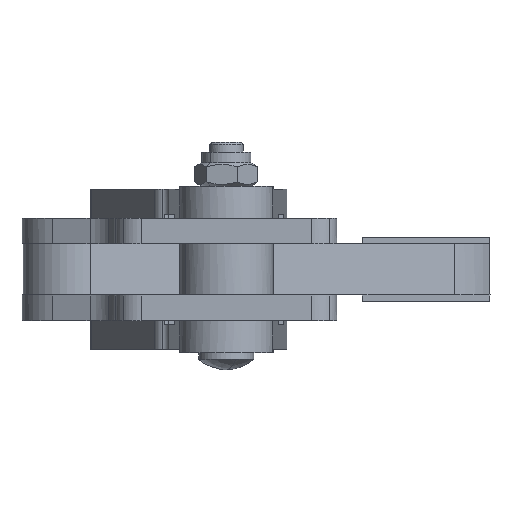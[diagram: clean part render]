
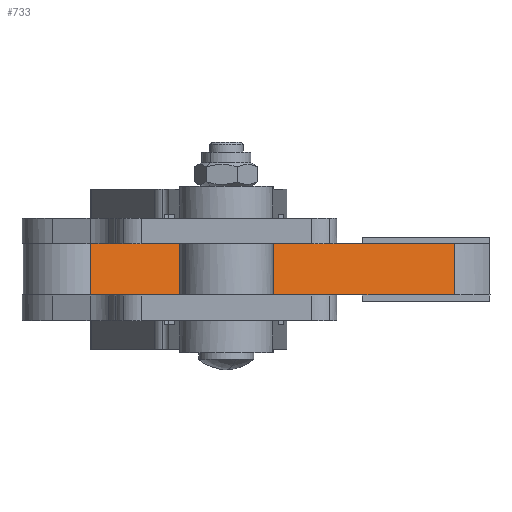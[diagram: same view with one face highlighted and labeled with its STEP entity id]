
A CAD part, front view. The second image highlights one B-rep face of the part: STEP entity #733.
In plain terms, the highlighted planar face has unit normal (0.439, -0.899, 0).
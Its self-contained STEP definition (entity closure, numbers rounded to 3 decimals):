
#699=AXIS2_PLACEMENT_3D('Plane Axis2P3D',#696,#697,#698) ;
#43=CARTESIAN_POINT('Vertex',(-27.911,-25.768,-18.8)) ;
#259=CARTESIAN_POINT('Vertex',(-0.256,-12.261,-18.8)) ;
#262=CARTESIAN_POINT('Line Origine',(-14.083,-19.014,-18.8)) ;
#557=CARTESIAN_POINT('Vertex',(-27.911,-25.768,-6.8)) ;
#560=CARTESIAN_POINT('Line Origine',(-14.083,-19.014,-6.8)) ;
#564=CARTESIAN_POINT('Vertex',(-0.256,-12.261,-6.8)) ;
#696=CARTESIAN_POINT('Axis2P3D Location',(-0.256,-12.261,-20.3)) ;
#701=CARTESIAN_POINT('Line Origine',(-56.852,-39.903,-6.8)) ;
#705=CARTESIAN_POINT('Vertex',(-85.793,-54.038,-6.8)) ;
#708=CARTESIAN_POINT('Line Origine',(-85.793,-54.038,-12.8)) ;
#712=CARTESIAN_POINT('Vertex',(-85.793,-54.038,-18.8)) ;
#715=CARTESIAN_POINT('Line Origine',(-56.852,-39.903,-18.8)) ;
#720=CARTESIAN_POINT('Line Origine',(-0.256,-12.261,-12.8)) ;
#263=DIRECTION('Vector Direction',(0.899,0.439,0.)) ;
#561=DIRECTION('Vector Direction',(-0.899,-0.439,0.)) ;
#697=DIRECTION('Axis2P3D Direction',(0.439,-0.899,0.)) ;
#698=DIRECTION('Axis2P3D XDirection',(0.,0.,-1.)) ;
#702=DIRECTION('Vector Direction',(-0.899,-0.439,0.)) ;
#709=DIRECTION('Vector Direction',(0.,0.,1.)) ;
#716=DIRECTION('Vector Direction',(0.899,0.439,0.)) ;
#721=DIRECTION('Vector Direction',(0.,0.,1.)) ;
#264=VECTOR('Line Direction',#263,1.) ;
#562=VECTOR('Line Direction',#561,1.) ;
#703=VECTOR('Line Direction',#702,1.) ;
#710=VECTOR('Line Direction',#709,1.) ;
#717=VECTOR('Line Direction',#716,1.) ;
#722=VECTOR('Line Direction',#721,1.) ;
#726=ORIENTED_EDGE('',*,*,#566,.T.) ;
#727=ORIENTED_EDGE('',*,*,#707,.T.) ;
#728=ORIENTED_EDGE('',*,*,#714,.F.) ;
#729=ORIENTED_EDGE('',*,*,#719,.T.) ;
#730=ORIENTED_EDGE('',*,*,#266,.T.) ;
#731=ORIENTED_EDGE('',*,*,#724,.T.) ;
#733=ADVANCED_FACE('MODULSPANNER_TS_V_HD_1300_BW15_2_46_A_357836',(#732),#700,.T.) ;
#266=EDGE_CURVE('',#44,#260,#265,.T.) ;
#566=EDGE_CURVE('',#565,#558,#563,.T.) ;
#707=EDGE_CURVE('',#558,#706,#704,.T.) ;
#714=EDGE_CURVE('',#713,#706,#711,.T.) ;
#719=EDGE_CURVE('',#713,#44,#718,.T.) ;
#724=EDGE_CURVE('',#260,#565,#723,.T.) ;
#725=EDGE_LOOP('',(#726,#727,#728,#729,#730,#731)) ;
#732=FACE_OUTER_BOUND('',#725,.T.) ;
#265=LINE('Line',#262,#264) ;
#563=LINE('Line',#560,#562) ;
#704=LINE('Line',#701,#703) ;
#711=LINE('Line',#708,#710) ;
#718=LINE('Line',#715,#717) ;
#723=LINE('Line',#720,#722) ;
#700=PLANE('Plane',#699) ;
#44=VERTEX_POINT('',#43) ;
#260=VERTEX_POINT('',#259) ;
#558=VERTEX_POINT('',#557) ;
#565=VERTEX_POINT('',#564) ;
#706=VERTEX_POINT('',#705) ;
#713=VERTEX_POINT('',#712) ;
